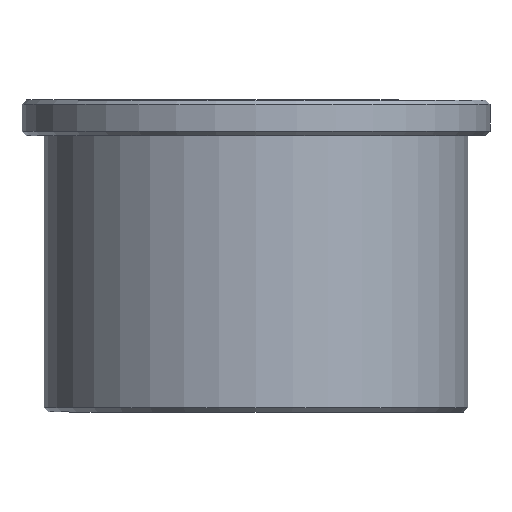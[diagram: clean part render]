
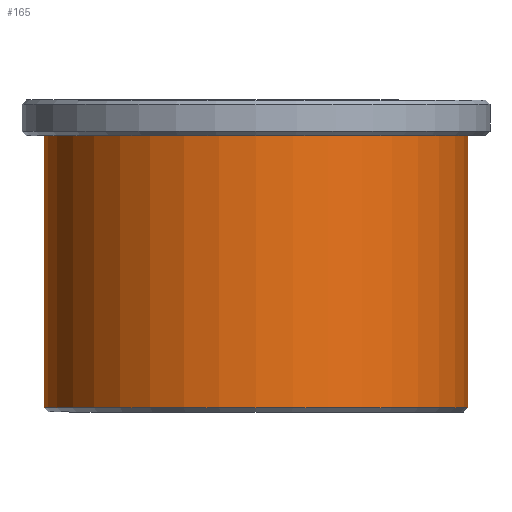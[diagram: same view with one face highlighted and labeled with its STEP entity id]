
A CAD part, front view. The second image highlights one B-rep face of the part: STEP entity #165.
In plain terms, the highlighted cylindrical face has radius 47.5 mm (diameter 95 mm), a full revolution.
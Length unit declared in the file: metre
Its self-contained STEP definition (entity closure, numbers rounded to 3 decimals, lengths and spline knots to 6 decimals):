
#165=ADVANCED_FACE('',(#204,#205),#206,.T.);
#204=FACE_OUTER_BOUND('',#4923,.T.);
#205=FACE_OUTER_BOUND('',#4924,.T.);
#206=CYLINDRICAL_SURFACE('',#4925,0.0475);
#4923=EDGE_LOOP('',(#9677));
#4924=EDGE_LOOP('',(#9678));
#4925=AXIS2_PLACEMENT_3D('',#9679,#9680,#9681);
#9677=ORIENTED_EDGE('',*,*,#9717,.T.);
#9678=ORIENTED_EDGE('',*,*,#9716,.F.);
#9679=CARTESIAN_POINT('',(0.0,0.0,0.0));
#9680=DIRECTION('',(0.0,0.,-1.0));
#9681=DIRECTION('',(0.0,1.0,0.));
#9716=EDGE_CURVE('',#9755,#9755,#9756,.T.);
#9717=EDGE_CURVE('',#9757,#9757,#9758,.T.);
#9755=VERTEX_POINT('',#9921);
#9756=CIRCLE('',#9922,0.0475);
#9757=VERTEX_POINT('',#9923);
#9758=CIRCLE('',#9924,0.0475);
#9921=CARTESIAN_POINT('',(0.0,0.0475,0.001));
#9922=AXIS2_PLACEMENT_3D('',#9967,#9968,#9969);
#9923=CARTESIAN_POINT('',(0.0,0.0475,0.062));
#9924=AXIS2_PLACEMENT_3D('',#9970,#9971,#9972);
#9967=CARTESIAN_POINT('',(0.0,0.0,0.001));
#9968=DIRECTION('',(0.0,0.,-1.0));
#9969=DIRECTION('',(0.0,1.0,0.));
#9970=CARTESIAN_POINT('',(0.0,0.,0.062));
#9971=DIRECTION('',(0.0,0.,-1.0));
#9972=DIRECTION('',(0.0,1.0,0.));
